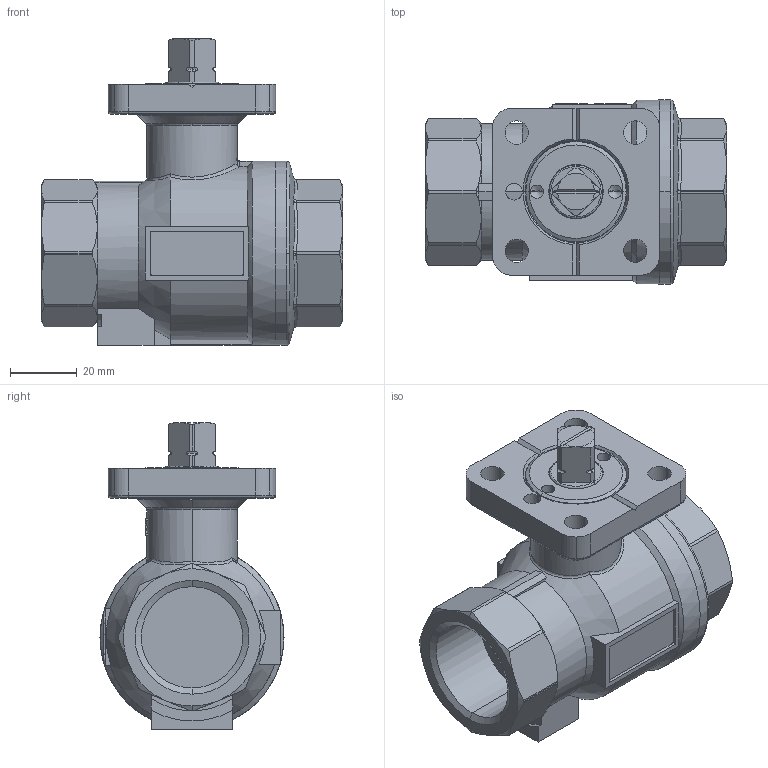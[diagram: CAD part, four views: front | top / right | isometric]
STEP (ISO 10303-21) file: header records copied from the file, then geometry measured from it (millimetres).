
FILE_DESCRIPTION(('HOOPS Exchange Step'),'2;1');
FILE_NAME('GK0602_DN25.stp','2025-02-21T11:09:19+01:00',('nieru'),('Unknown organisation'),'HOOPS Exchange 2024.2','HOOPS Exchange','Unknown authorisation');
FILE_SCHEMA( ('AP203_CONFIGURATION_CONTROLLED_3D_DESIGN_OF_MECHANICAL_PARTS_AND_ASSEMBLIES_MIM_LF') );
Length unit declared in the file: millimetre
Products named in the file (2): 0; root
Assembly tree (1 placements, depth 2):
  root
    0
Bounding box: 90 x 55 x 91.64 mm (x, y, z)
Volume: 164371.2 mm3; surface area: 30590.3 mm2
Topology: 1 solids, 1 shells, 465 faces, 1245 edges, 807 vertices
Faces by surface type: plane 198, cylinder 105, bspline 68, cone 60, torus 34
Entity records: 17676 total; most frequent: CARTESIAN_POINT 6774, ORIENTED_EDGE 2482, DIRECTION 1924, EDGE_CURVE 1241, VERTEX_POINT 807, AXIS2_PLACEMENT_3D 695, VECTOR 534, LINE 534
